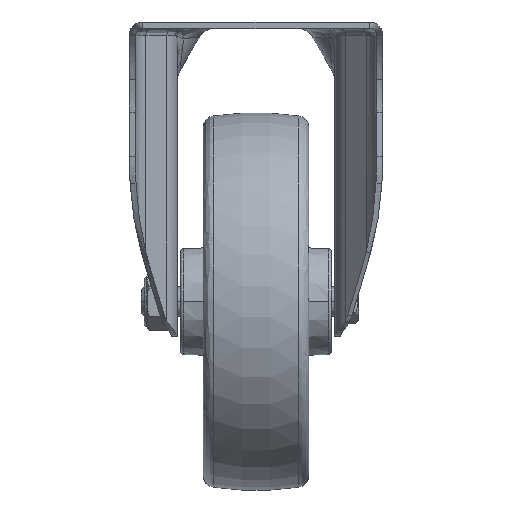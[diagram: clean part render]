
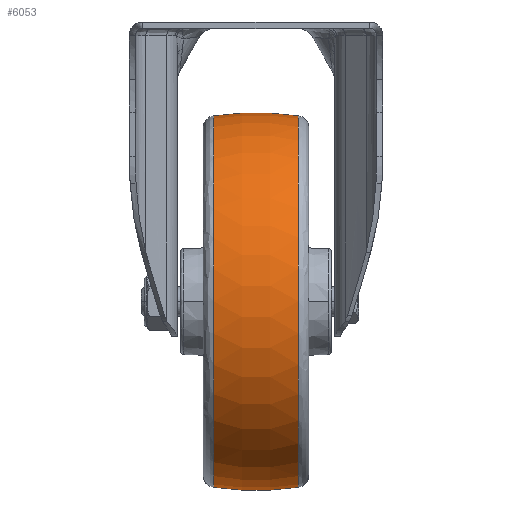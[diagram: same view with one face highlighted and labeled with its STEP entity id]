
A CAD part, top view. The second image highlights one B-rep face of the part: STEP entity #6053.
In plain terms, the highlighted toroidal (fillet/blend) face has major radius 37.5 mm and minor radius 100 mm.
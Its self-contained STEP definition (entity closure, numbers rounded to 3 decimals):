
#218 = DIRECTION ( 'NONE',  ( 1., 0., 0. ) ) ;
#258 = CARTESIAN_POINT ( 'NONE',  ( -14.062, -93., 0. ) ) ;
#567 = DIRECTION ( 'NONE',  ( 0., 0., -1. ) ) ;
#653 = AXIS2_PLACEMENT_3D ( 'NONE', #8662, #567, #18489 ) ;
#1605 = CARTESIAN_POINT ( 'NONE',  ( -14.062, -31.494, 0. ) ) ;
#2601 = AXIS2_PLACEMENT_3D ( 'NONE', #7848, #12969, #6145 ) ;
#3389 = CIRCLE ( 'NONE', #6122, 61.506 ) ;
#4644 = FACE_OUTER_BOUND ( 'NONE', #10180, .T. ) ;
#4672 = DIRECTION ( 'NONE',  ( 0., -1., 0. ) ) ;
#4739 = DIRECTION ( 'NONE',  ( -1., 0., 0. ) ) ;
#5047 = ORIENTED_EDGE ( 'NONE', *, *, #13360, .F. ) ;
#5249 = ORIENTED_EDGE ( 'NONE', *, *, #16042, .F. ) ;
#6053 = ADVANCED_FACE ( 'NONE', ( #4644 ), #18962, .T. ) ;
#6122 = AXIS2_PLACEMENT_3D ( 'NONE', #258, #4739, #9957 ) ;
#6145 = DIRECTION ( 'NONE',  ( 0., 1., 0. ) ) ;
#6457 = VERTEX_POINT ( 'NONE', #16553 ) ;
#6616 = CARTESIAN_POINT ( 'NONE',  ( 14.062, -93., 0. ) ) ;
#6729 = EDGE_CURVE ( 'NONE', #7898, #11215, #7720, .T. ) ;
#6947 = EDGE_CURVE ( 'NONE', #6457, #11215, #16476, .T. ) ;
#7125 = CIRCLE ( 'NONE', #653, 100. ) ;
#7720 = CIRCLE ( 'NONE', #19657, 61.506 ) ;
#7848 = CARTESIAN_POINT ( 'NONE',  ( 0., -93., 0. ) ) ;
#7898 = VERTEX_POINT ( 'NONE', #15438 ) ;
#8260 = ORIENTED_EDGE ( 'NONE', *, *, #6729, .F. ) ;
#8662 = CARTESIAN_POINT ( 'NONE',  ( 0., -130.5, 0. ) ) ;
#9889 = ORIENTED_EDGE ( 'NONE', *, *, #6947, .T. ) ;
#9957 = DIRECTION ( 'NONE',  ( 0., 1., 0. ) ) ;
#10180 = EDGE_LOOP ( 'NONE', ( #5047, #9889, #8260, #5249 ) ) ;
#11215 = VERTEX_POINT ( 'NONE', #11253 ) ;
#11253 = CARTESIAN_POINT ( 'NONE',  ( 14.062, -154.506, 0. ) ) ;
#12969 = DIRECTION ( 'NONE',  ( 1., 0., 0. ) ) ;
#13360 = EDGE_CURVE ( 'NONE', #6457, #20738, #3389, .T. ) ;
#14593 = DIRECTION ( 'NONE',  ( 0., 0., 1. ) ) ;
#15438 = CARTESIAN_POINT ( 'NONE',  ( 14.062, -31.494, 0. ) ) ;
#16042 = EDGE_CURVE ( 'NONE', #20738, #7898, #7125, .T. ) ;
#16079 = CARTESIAN_POINT ( 'NONE',  ( 0., -55.5, 0. ) ) ;
#16146 = AXIS2_PLACEMENT_3D ( 'NONE', #16079, #14593, #4672 ) ;
#16476 = CIRCLE ( 'NONE', #16146, 100. ) ;
#16553 = CARTESIAN_POINT ( 'NONE',  ( -14.062, -154.506, 0. ) ) ;
#18489 = DIRECTION ( 'NONE',  ( -1., 0., 0. ) ) ;
#18962 = TOROIDAL_SURFACE ( 'NONE', #2601, -37.5, 100. ) ;
#19640 = DIRECTION ( 'NONE',  ( 0., 1., 0. ) ) ;
#19657 = AXIS2_PLACEMENT_3D ( 'NONE', #6616, #218, #19640 ) ;
#20738 = VERTEX_POINT ( 'NONE', #1605 ) ;
